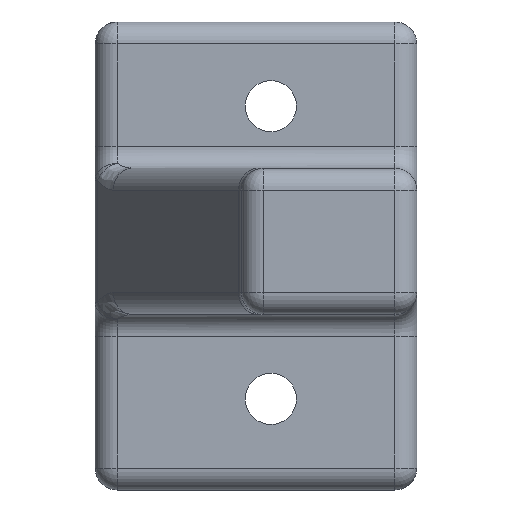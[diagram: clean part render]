
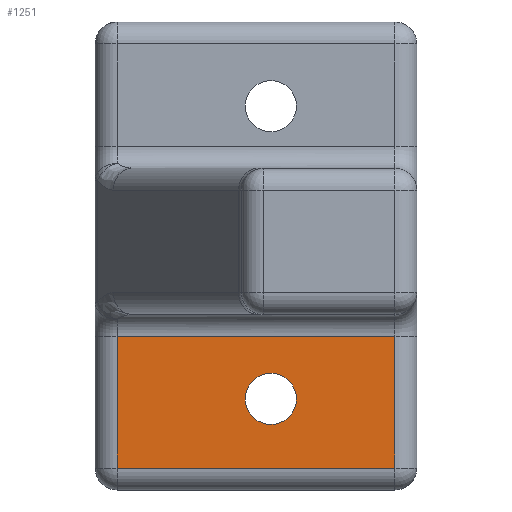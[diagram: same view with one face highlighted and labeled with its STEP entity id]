
A CAD part, left-side view. The second image highlights one B-rep face of the part: STEP entity #1251.
In plain terms, the highlighted planar face has unit normal (-1, 0, 0).
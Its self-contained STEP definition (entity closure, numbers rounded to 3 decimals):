
#298=DIRECTION('',(0.,1.,0.));
#299=VECTOR('',#298,19.);
#300=CARTESIAN_POINT('',(-4.,-6.289,-1.5));
#301=LINE('',#300,#299);
#302=DIRECTION('',(0.,0.,1.));
#303=VECTOR('',#302,9.);
#304=CARTESIAN_POINT('',(-4.,-6.289,-10.5));
#305=LINE('',#304,#303);
#306=DIRECTION('',(0.,1.,0.));
#307=VECTOR('',#306,19.);
#308=CARTESIAN_POINT('',(-4.,-6.289,-10.5));
#309=LINE('',#308,#307);
#310=DIRECTION('',(0.,0.,1.));
#311=VECTOR('',#310,9.);
#312=CARTESIAN_POINT('',(-4.,12.711,-10.5));
#313=LINE('',#312,#311);
#324=CARTESIAN_POINT('',(-4.,2.197,-5.768));
#325=DIRECTION('',(-1.,0.,0.));
#326=DIRECTION('',(0.,0.,-1.));
#327=AXIS2_PLACEMENT_3D('',#324,#325,#326);
#329=CARTESIAN_POINT('',(-4.,2.197,-5.768));
#330=DIRECTION('',(-1.,0.,0.));
#331=DIRECTION('',(0.,0.,1.));
#332=AXIS2_PLACEMENT_3D('',#329,#330,#331);
#803=CARTESIAN_POINT('',(-4.,-6.289,-1.5));
#804=CARTESIAN_POINT('',(-4.,12.711,-1.5));
#805=VERTEX_POINT('',#803);
#806=VERTEX_POINT('',#804);
#807=CARTESIAN_POINT('',(-4.,-6.289,-10.5));
#808=VERTEX_POINT('',#807);
#811=CARTESIAN_POINT('',(-4.,12.711,-10.5));
#812=VERTEX_POINT('',#811);
#867=CARTESIAN_POINT('',(-4.,2.197,-7.518));
#868=CARTESIAN_POINT('',(-4.,2.197,-4.018));
#869=VERTEX_POINT('',#867);
#870=VERTEX_POINT('',#868);
#1230=CARTESIAN_POINT('',(-4.,-7.789,-12.));
#1231=DIRECTION('',(-1.,0.,0.));
#1232=DIRECTION('',(0.,1.,0.));
#1233=AXIS2_PLACEMENT_3D('',#1230,#1231,#1232);
#1234=PLANE('',#1233);
#1236=ORIENTED_EDGE('',*,*,#1235,.F.);
#1238=ORIENTED_EDGE('',*,*,#1237,.F.);
#1240=ORIENTED_EDGE('',*,*,#1239,.T.);
#1242=ORIENTED_EDGE('',*,*,#1241,.T.);
#1243=EDGE_LOOP('',(#1236,#1238,#1240,#1242));
#1244=FACE_OUTER_BOUND('',#1243,.F.);
#1246=ORIENTED_EDGE('',*,*,#1245,.T.);
#1248=ORIENTED_EDGE('',*,*,#1247,.T.);
#1249=EDGE_LOOP('',(#1246,#1248));
#1250=FACE_BOUND('',#1249,.F.);
#1251=ADVANCED_FACE('',(#1244,#1250),#1234,.T.);
#328=CIRCLE('',#327,1.75);
#333=CIRCLE('',#332,1.75);
#1235=EDGE_CURVE('',#805,#806,#301,.T.);
#1237=EDGE_CURVE('',#808,#805,#305,.T.);
#1239=EDGE_CURVE('',#808,#812,#309,.T.);
#1241=EDGE_CURVE('',#812,#806,#313,.T.);
#1245=EDGE_CURVE('',#869,#870,#328,.T.);
#1247=EDGE_CURVE('',#870,#869,#333,.T.);
